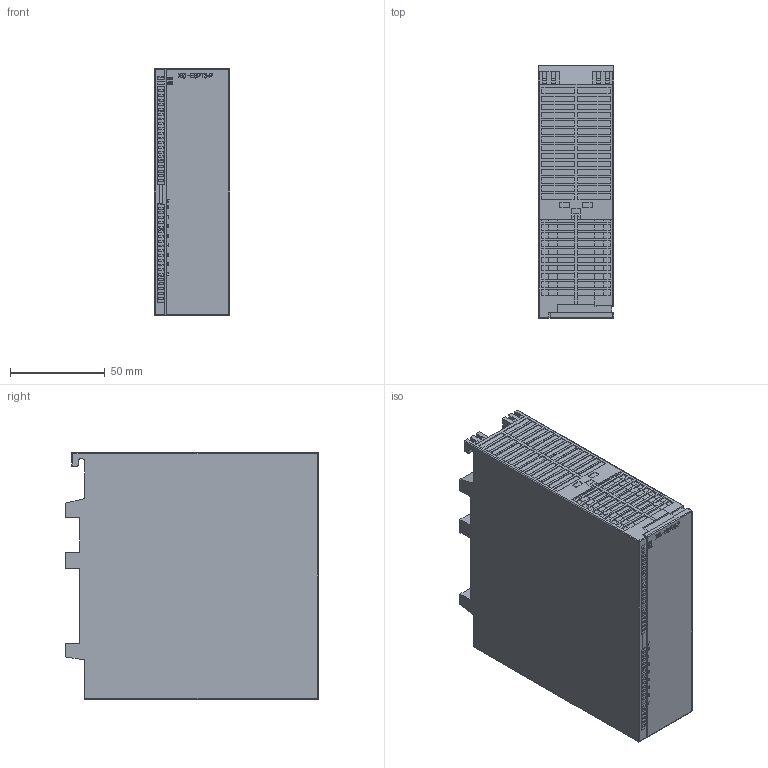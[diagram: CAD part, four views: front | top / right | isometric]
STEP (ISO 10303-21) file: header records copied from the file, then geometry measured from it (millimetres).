
FILE_DESCRIPTION(/* description */ (''),/* implementation_level */ '2;1');
FILE_NAME(/* name */ 'XG-E8P~1',/* time_stamp */ '2022-09-19T15:11:43+08:00',/* author */ (''),/* organization */ (''),/* preprocessor_version */ 'ST-DEVELOPER v16.5',/* originating_system */ '',/* authorisation */ '');
FILE_SCHEMA (('CONFIG_CONTROL_DESIGN'));
Length unit declared in the file: millimetre
Products named in the file (1): Document
Bounding box: 40 x 133.4 x 130 mm (x, y, z)
Volume: 648101 mm3; surface area: 62961.3 mm2
Topology: 1 solids, 26 shells, 1147 faces, 3171 edges, 2148 vertices
Faces by surface type: plane 981, bspline 115, cylinder 51
Entity records: 34533 total; most frequent: CARTESIAN_POINT 13318, ORIENTED_EDGE 6056, EDGE_CURVE 3171, B_SPLINE_CURVE_WITH_KNOTS 2888, VERTEX_POINT 2148, EDGE_LOOP 1268, ADVANCED_FACE 1147, FACE_OUTER_BOUND 1147
